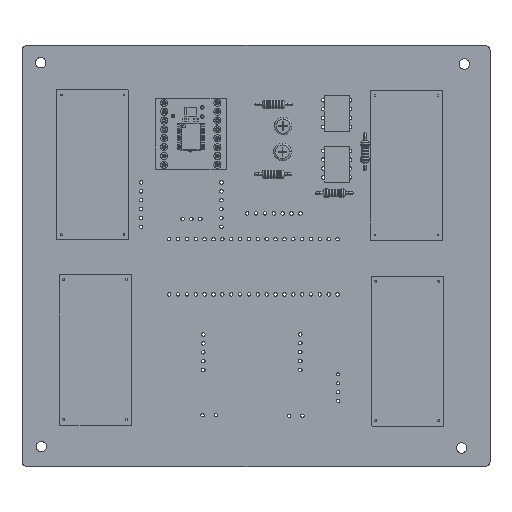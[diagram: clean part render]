
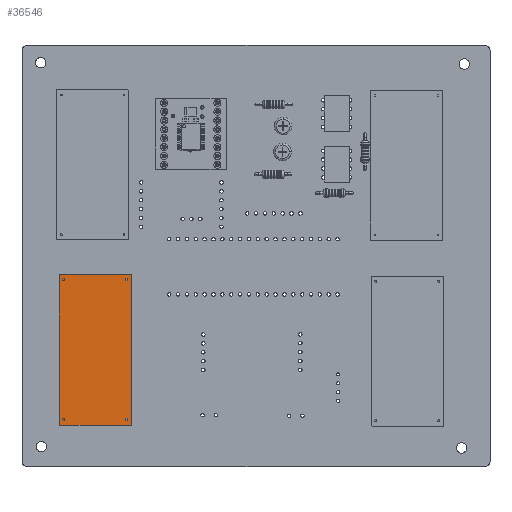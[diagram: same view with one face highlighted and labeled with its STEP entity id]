
A CAD part, top view. The second image highlights one B-rep face of the part: STEP entity #36546.
In plain terms, the highlighted planar face has unit normal (0, 0, 1).
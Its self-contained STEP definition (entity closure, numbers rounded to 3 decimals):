
#36353 = VERTEX_POINT('',#36354);
#36354 = CARTESIAN_POINT('',(10.376,21.536,0.254));
#36360 = EDGE_CURVE('',#36353,#36361,#36363,.T.);
#36361 = VERTEX_POINT('',#36362);
#36362 = CARTESIAN_POINT('',(10.335,21.495,0.254));
#36363 = LINE('',#36364,#36365);
#36364 = CARTESIAN_POINT('',(10.376,21.536,0.254));
#36365 = VECTOR('',#36366,1.);
#36366 = DIRECTION('',(-0.707,-0.707,0.));
#36391 = EDGE_CURVE('',#36361,#36392,#36394,.T.);
#36392 = VERTEX_POINT('',#36393);
#36393 = CARTESIAN_POINT('',(10.335,-21.536,0.254));
#36394 = LINE('',#36395,#36396);
#36395 = CARTESIAN_POINT('',(10.335,21.495,0.254));
#36396 = VECTOR('',#36397,1.);
#36397 = DIRECTION('',(0.,-1.,0.));
#36422 = EDGE_CURVE('',#36392,#36423,#36425,.T.);
#36423 = VERTEX_POINT('',#36424);
#36424 = CARTESIAN_POINT('',(-10.164,-21.536,0.254));
#36425 = LINE('',#36426,#36427);
#36426 = CARTESIAN_POINT('',(10.335,-21.536,0.254));
#36427 = VECTOR('',#36428,1.);
#36428 = DIRECTION('',(-1.,0.,0.));
#36453 = EDGE_CURVE('',#36423,#36454,#36456,.T.);
#36454 = VERTEX_POINT('',#36455);
#36455 = CARTESIAN_POINT('',(-10.376,-21.324,0.254));
#36456 = LINE('',#36457,#36458);
#36457 = CARTESIAN_POINT('',(-10.164,-21.536,0.254));
#36458 = VECTOR('',#36459,1.);
#36459 = DIRECTION('',(-0.707,0.707,0.));
#36484 = EDGE_CURVE('',#36454,#36485,#36487,.T.);
#36485 = VERTEX_POINT('',#36486);
#36486 = CARTESIAN_POINT('',(-10.376,21.495,0.254));
#36487 = LINE('',#36488,#36489);
#36488 = CARTESIAN_POINT('',(-10.376,-21.324,0.254));
#36489 = VECTOR('',#36490,1.);
#36490 = DIRECTION('',(0.,1.,0.));
#36515 = EDGE_CURVE('',#36485,#36353,#36516,.T.);
#36516 = LINE('',#36517,#36518);
#36517 = CARTESIAN_POINT('',(-10.376,21.495,0.254));
#36518 = VECTOR('',#36519,1.);
#36519 = DIRECTION('',(1.,0.002,0.));
#36546 = ADVANCED_FACE('',(#36547),#36555,.F.);
#36547 = FACE_BOUND('',#36548,.F.);
#36548 = EDGE_LOOP('',(#36549,#36550,#36551,#36552,#36553,#36554));
#36549 = ORIENTED_EDGE('',*,*,#36360,.T.);
#36550 = ORIENTED_EDGE('',*,*,#36391,.T.);
#36551 = ORIENTED_EDGE('',*,*,#36422,.T.);
#36552 = ORIENTED_EDGE('',*,*,#36453,.T.);
#36553 = ORIENTED_EDGE('',*,*,#36484,.T.);
#36554 = ORIENTED_EDGE('',*,*,#36515,.T.);
#36555 = PLANE('',#36556);
#36556 = AXIS2_PLACEMENT_3D('',#36557,#36558,#36559);
#36557 = CARTESIAN_POINT('',(10.376,21.536,0.254));
#36558 = DIRECTION('',(0.,0.,-1.));
#36559 = DIRECTION('',(-1.,0.,0.));
